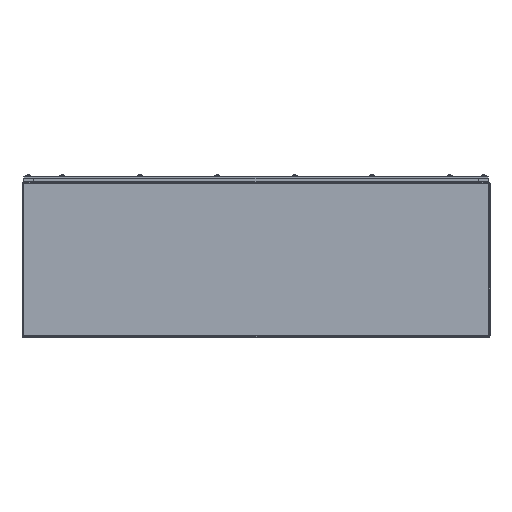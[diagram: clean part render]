
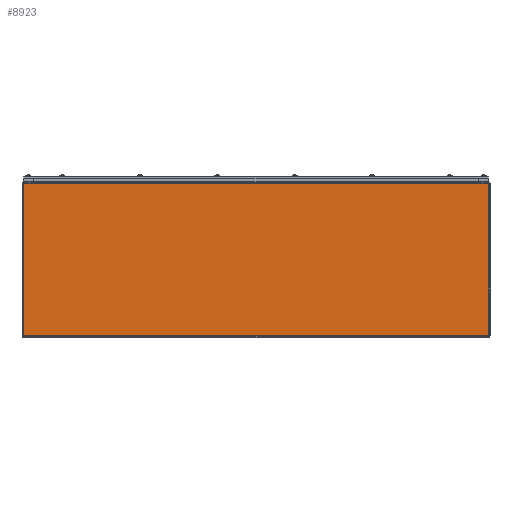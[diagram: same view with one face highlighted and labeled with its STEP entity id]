
A CAD part, left-side view. The second image highlights one B-rep face of the part: STEP entity #8923.
In plain terms, the highlighted face is planar.
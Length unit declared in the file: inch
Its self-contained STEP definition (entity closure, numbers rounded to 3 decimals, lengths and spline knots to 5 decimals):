
#533 = CARTESIAN_POINT ( 'NONE',  ( 0.074, 0.074, 0. ) ) ;
#688 = ORIENTED_EDGE ( 'NONE', *, *, #9285, .T. ) ;
#838 = EDGE_CURVE ( 'NONE', #4315, #11928, #8844, .T. ) ;
#1128 = DIRECTION ( 'NONE',  ( 1., 0., 0. ) ) ;
#1214 = ORIENTED_EDGE ( 'NONE', *, *, #13838, .T. ) ;
#1295 = EDGE_CURVE ( 'NONE', #2403, #9857, #7460, .T. ) ;
#2403 = VERTEX_POINT ( 'NONE', #13422 ) ;
#2428 = ORIENTED_EDGE ( 'NONE', *, *, #3042, .T. ) ;
#2605 = CARTESIAN_POINT ( 'NONE',  ( 9.28125, 11.89, 0. ) ) ;
#2616 = CARTESIAN_POINT ( 'NONE',  ( 27.1505, 0.074, 0. ) ) ;
#2688 = EDGE_CURVE ( 'NONE', #6439, #13465, #12752, .T. ) ;
#2743 = DIRECTION ( 'NONE',  ( 0., -1., 0. ) ) ;
#3013 = VERTEX_POINT ( 'NONE', #3370 ) ;
#3040 = DIRECTION ( 'NONE',  ( 0., 1., 0. ) ) ;
#3042 = EDGE_CURVE ( 'NONE', #13465, #2403, #10108, .T. ) ;
#3113 = LINE ( 'NONE', #13517, #8610 ) ;
#3122 = DIRECTION ( 'NONE',  ( 0., 0., 1. ) ) ;
#3347 = VECTOR ( 'NONE', #2743, 39.37008 ) ;
#3370 = CARTESIAN_POINT ( 'NONE',  ( 36.176, 0.074, 0. ) ) ;
#3534 = CARTESIAN_POINT ( 'NONE',  ( 36.176, 11.89, 0. ) ) ;
#3678 = ORIENTED_EDGE ( 'NONE', *, *, #2688, .T. ) ;
#3747 = CARTESIAN_POINT ( 'NONE',  ( 36.176, 8.945, 0. ) ) ;
#4228 = CARTESIAN_POINT ( 'NONE',  ( 0.875, 9., 0. ) ) ;
#4315 = VERTEX_POINT ( 'NONE', #4738 ) ;
#4323 = VECTOR ( 'NONE', #1128, 39.37008 ) ;
#4565 = VECTOR ( 'NONE', #3040, 39.37008 ) ;
#4633 = EDGE_CURVE ( 'NONE', #11928, #3013, #12087, .T. ) ;
#4738 = CARTESIAN_POINT ( 'NONE',  ( 35.375, 11.89, 0. ) ) ;
#5553 = VECTOR ( 'NONE', #8693, 39.37008 ) ;
#5855 = AXIS2_PLACEMENT_3D ( 'NONE', #9668, #3122, #10778 ) ;
#5927 = VECTOR ( 'NONE', #10678, 39.37008 ) ;
#6439 = VERTEX_POINT ( 'NONE', #533 ) ;
#7000 = DIRECTION ( 'NONE',  ( 0., -1., 0. ) ) ;
#7459 = ORIENTED_EDGE ( 'NONE', *, *, #1295, .T. ) ;
#7460 = LINE ( 'NONE', #4228, #4565 ) ;
#7491 = FACE_OUTER_BOUND ( 'NONE', #7865, .T. ) ;
#7792 = CARTESIAN_POINT ( 'NONE',  ( 0.074, 3.037, 0. ) ) ;
#7819 = CARTESIAN_POINT ( 'NONE',  ( 0.875, 11.89065, 0. ) ) ;
#7865 = EDGE_LOOP ( 'NONE', ( #3678, #2428, #7459, #8859, #1214, #8686, #11344, #688 ) ) ;
#8095 = DIRECTION ( 'NONE',  ( -1., 0., 0. ) ) ;
#8525 = CARTESIAN_POINT ( 'NONE',  ( 9.0625, 11.89065, 0. ) ) ;
#8610 = VECTOR ( 'NONE', #7000, 39.37008 ) ;
#8686 = ORIENTED_EDGE ( 'NONE', *, *, #838, .T. ) ;
#8692 = LINE ( 'NONE', #2616, #11231 ) ;
#8693 = DIRECTION ( 'NONE',  ( 0., 1., 0. ) ) ;
#8844 = LINE ( 'NONE', #9903, #5927 ) ;
#8859 = ORIENTED_EDGE ( 'NONE', *, *, #10915, .T. ) ;
#8923 = ADVANCED_FACE ( 'NONE', ( #7491 ), #11817, .F. ) ;
#9285 = EDGE_CURVE ( 'NONE', #3013, #6439, #8692, .T. ) ;
#9668 = CARTESIAN_POINT ( 'NONE',  ( 18.125, 6., 0. ) ) ;
#9844 = VECTOR ( 'NONE', #13980, 39.37008 ) ;
#9857 = VERTEX_POINT ( 'NONE', #7819 ) ;
#9903 = CARTESIAN_POINT ( 'NONE',  ( 26.96875, 11.89, 0. ) ) ;
#9921 = VERTEX_POINT ( 'NONE', #13370 ) ;
#10108 = LINE ( 'NONE', #2605, #4323 ) ;
#10678 = DIRECTION ( 'NONE',  ( 1., 0., 0. ) ) ;
#10778 = DIRECTION ( 'NONE',  ( 1., 0., 0. ) ) ;
#10816 = CARTESIAN_POINT ( 'NONE',  ( 0.074, 11.89, 0. ) ) ;
#10915 = EDGE_CURVE ( 'NONE', #9857, #9921, #12756, .T. ) ;
#11231 = VECTOR ( 'NONE', #8095, 39.37008 ) ;
#11344 = ORIENTED_EDGE ( 'NONE', *, *, #4633, .T. ) ;
#11817 = PLANE ( 'NONE',  #5855 ) ;
#11928 = VERTEX_POINT ( 'NONE', #3534 ) ;
#12087 = LINE ( 'NONE', #3747, #3347 ) ;
#12752 = LINE ( 'NONE', #7792, #5553 ) ;
#12756 = LINE ( 'NONE', #8525, #9844 ) ;
#13370 = CARTESIAN_POINT ( 'NONE',  ( 35.375, 11.89065, 0. ) ) ;
#13422 = CARTESIAN_POINT ( 'NONE',  ( 0.875, 11.89, 0. ) ) ;
#13465 = VERTEX_POINT ( 'NONE', #10816 ) ;
#13517 = CARTESIAN_POINT ( 'NONE',  ( 35.375, 9., 0. ) ) ;
#13838 = EDGE_CURVE ( 'NONE', #9921, #4315, #3113, .T. ) ;
#13980 = DIRECTION ( 'NONE',  ( 1., 0., 0. ) ) ;
